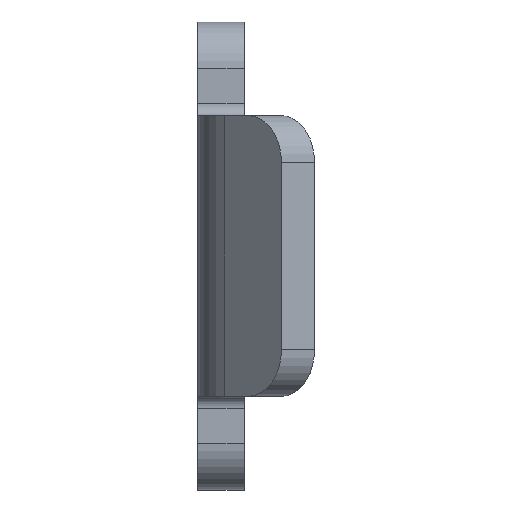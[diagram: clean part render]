
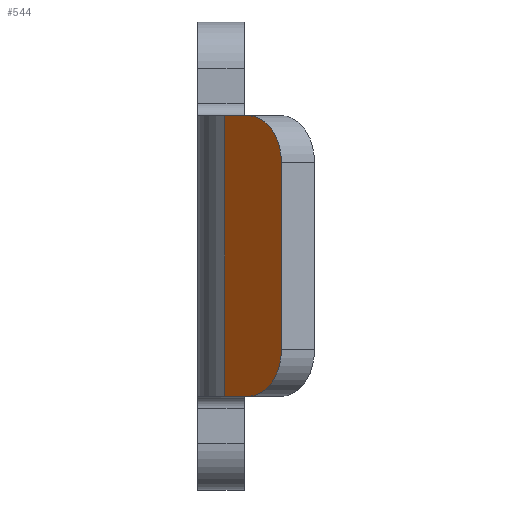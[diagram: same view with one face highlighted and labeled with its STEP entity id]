
A CAD part, front view. The second image highlights one B-rep face of the part: STEP entity #544.
In plain terms, the highlighted planar face has unit normal (-0.707, -0.707, 0).
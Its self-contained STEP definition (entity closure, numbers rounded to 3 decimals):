
#9 = VECTOR ( 'NONE', #152, 1000. ) ;
#38 = ORIENTED_EDGE ( 'NONE', *, *, #1221, .F. ) ;
#68 = VERTEX_POINT ( 'NONE', #665 ) ;
#112 = VERTEX_POINT ( 'NONE', #1392 ) ;
#119 = CARTESIAN_POINT ( 'NONE',  ( -0.828, -10., 6. ) ) ;
#140 = LINE ( 'NONE', #1217, #562 ) ;
#152 = DIRECTION ( 'NONE',  ( -0.707, 0.707, 0. ) ) ;
#179 = CIRCLE ( 'NONE', #971, 2. ) ;
#186 = DIRECTION ( 'NONE',  ( -0.707, 0.707, 0. ) ) ;
#191 = CARTESIAN_POINT ( 'NONE',  ( 0.172, -11., 6. ) ) ;
#275 = CARTESIAN_POINT ( 'NONE',  ( -1.414, -9.414, 10. ) ) ;
#315 = CARTESIAN_POINT ( 'NONE',  ( -0.828, -10., 10. ) ) ;
#317 = EDGE_CURVE ( 'NONE', #739, #1313, #695, .T. ) ;
#337 = CARTESIAN_POINT ( 'NONE',  ( 1.586, -12.414, 10. ) ) ;
#367 = EDGE_CURVE ( 'NONE', #1117, #68, #1192, .T. ) ;
#432 = DIRECTION ( 'NONE',  ( -0.707, -0.707, 0. ) ) ;
#452 = CARTESIAN_POINT ( 'NONE',  ( 0.172, -11., -4. ) ) ;
#455 = EDGE_CURVE ( 'NONE', #1071, #1117, #1220, .T. ) ;
#472 = EDGE_CURVE ( 'NONE', #112, #1071, #179, .T. ) ;
#517 = AXIS2_PLACEMENT_3D ( 'NONE', #452, #432, #637 ) ;
#532 = DIRECTION ( 'NONE',  ( 0., 0., -1. ) ) ;
#544 = ADVANCED_FACE ( 'NONE', ( #614 ), #1369, .F. ) ;
#562 = VECTOR ( 'NONE', #690, 1000. ) ;
#587 = DIRECTION ( 'NONE',  ( -0.707, -0.707, 0. ) ) ;
#596 = ORIENTED_EDGE ( 'NONE', *, *, #797, .F. ) ;
#614 = FACE_OUTER_BOUND ( 'NONE', #1142, .T. ) ;
#637 = DIRECTION ( 'NONE',  ( -0.707, 0.707, 0. ) ) ;
#641 = CARTESIAN_POINT ( 'NONE',  ( 0.172, -11., -6. ) ) ;
#665 = CARTESIAN_POINT ( 'NONE',  ( -0.828, -10., -6. ) ) ;
#666 = DIRECTION ( 'NONE',  ( 0., 0., -1. ) ) ;
#690 = DIRECTION ( 'NONE',  ( -0.707, 0.707, 0. ) ) ;
#691 = DIRECTION ( 'NONE',  ( -0.707, 0.707, 0. ) ) ;
#695 = CIRCLE ( 'NONE', #517, 2. ) ;
#739 = VERTEX_POINT ( 'NONE', #641 ) ;
#785 = VECTOR ( 'NONE', #532, 1000. ) ;
#797 = EDGE_CURVE ( 'NONE', #739, #68, #140, .T. ) ;
#810 = ORIENTED_EDGE ( 'NONE', *, *, #472, .T. ) ;
#905 = AXIS2_PLACEMENT_3D ( 'NONE', #275, #955, #186 ) ;
#955 = DIRECTION ( 'NONE',  ( 0.707, 0.707, 0. ) ) ;
#971 = AXIS2_PLACEMENT_3D ( 'NONE', #1028, #587, #691 ) ;
#978 = ORIENTED_EDGE ( 'NONE', *, *, #367, .T. ) ;
#1012 = CARTESIAN_POINT ( 'NONE',  ( 1.586, -12.414, 6. ) ) ;
#1028 = CARTESIAN_POINT ( 'NONE',  ( 0.172, -11., 4. ) ) ;
#1064 = ORIENTED_EDGE ( 'NONE', *, *, #317, .T. ) ;
#1071 = VERTEX_POINT ( 'NONE', #191 ) ;
#1117 = VERTEX_POINT ( 'NONE', #119 ) ;
#1142 = EDGE_LOOP ( 'NONE', ( #38, #810, #1302, #978, #596, #1064 ) ) ;
#1192 = LINE ( 'NONE', #315, #785 ) ;
#1217 = CARTESIAN_POINT ( 'NONE',  ( 1.586, -12.414, -6. ) ) ;
#1220 = LINE ( 'NONE', #1012, #9 ) ;
#1221 = EDGE_CURVE ( 'NONE', #112, #1313, #1223, .T. ) ;
#1223 = LINE ( 'NONE', #337, #1359 ) ;
#1302 = ORIENTED_EDGE ( 'NONE', *, *, #455, .T. ) ;
#1313 = VERTEX_POINT ( 'NONE', #1334 ) ;
#1334 = CARTESIAN_POINT ( 'NONE',  ( 1.586, -12.414, -4. ) ) ;
#1359 = VECTOR ( 'NONE', #666, 1000. ) ;
#1369 = PLANE ( 'NONE',  #905 ) ;
#1392 = CARTESIAN_POINT ( 'NONE',  ( 1.586, -12.414, 4. ) ) ;
